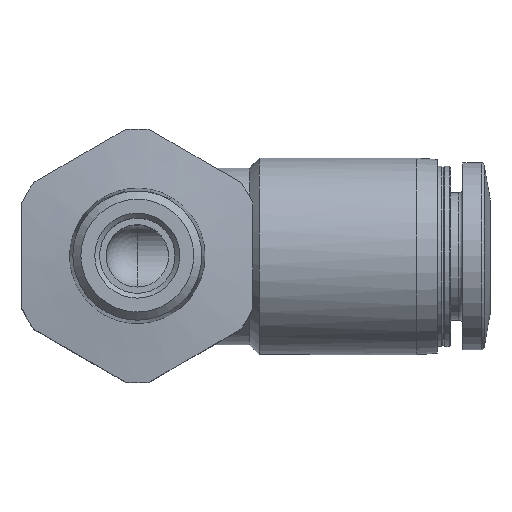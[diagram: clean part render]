
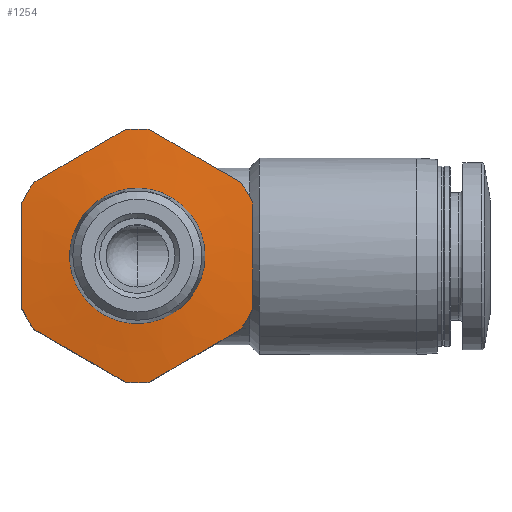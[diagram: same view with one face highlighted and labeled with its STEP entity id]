
A CAD part, top view. The second image highlights one B-rep face of the part: STEP entity #1254.
In plain terms, the highlighted conical face has half-angle 83.58 degrees and reference radius 9.35 mm.
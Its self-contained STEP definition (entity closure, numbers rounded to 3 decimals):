
#58=B_SPLINE_CURVE_WITH_KNOTS('',3,(#1870,#1871,#1872,#1873),
 .UNSPECIFIED.,.F.,.F.,(4,4),(0.011,0.019),
 .UNSPECIFIED.);
#59=B_SPLINE_CURVE_WITH_KNOTS('',3,(#1874,#1875,#1876,#1877),
 .UNSPECIFIED.,.F.,.F.,(4,4),(0.,0.008),
 .UNSPECIFIED.);
#60=B_SPLINE_CURVE_WITH_KNOTS('',3,(#1878,#1879,#1880,#1881),
 .UNSPECIFIED.,.F.,.F.,(4,4),(0.,0.008),
 .UNSPECIFIED.);
#61=B_SPLINE_CURVE_WITH_KNOTS('',3,(#1882,#1883,#1884,#1885),
 .UNSPECIFIED.,.F.,.F.,(4,4),(0.011,0.019),
 .UNSPECIFIED.);
#62=B_SPLINE_CURVE_WITH_KNOTS('',3,(#1886,#1887,#1888,#1889),
 .UNSPECIFIED.,.F.,.F.,(4,4),(0.,0.008),
 .UNSPECIFIED.);
#63=B_SPLINE_CURVE_WITH_KNOTS('',3,(#1890,#1891,#1892,#1893),
 .UNSPECIFIED.,.F.,.F.,(4,4),(0.,0.008),
 .UNSPECIFIED.);
#71=CONICAL_SURFACE('',#1352,9.35,1.459);
#211=ORIENTED_EDGE('',*,*,#421,.F.);
#212=ORIENTED_EDGE('',*,*,#422,.F.);
#213=ORIENTED_EDGE('',*,*,#405,.T.);
#214=ORIENTED_EDGE('',*,*,#423,.F.);
#215=ORIENTED_EDGE('',*,*,#420,.T.);
#216=ORIENTED_EDGE('',*,*,#424,.F.);
#217=ORIENTED_EDGE('',*,*,#416,.T.);
#218=ORIENTED_EDGE('',*,*,#425,.F.);
#219=ORIENTED_EDGE('',*,*,#413,.T.);
#220=ORIENTED_EDGE('',*,*,#426,.F.);
#221=ORIENTED_EDGE('',*,*,#410,.T.);
#222=ORIENTED_EDGE('',*,*,#427,.F.);
#223=ORIENTED_EDGE('',*,*,#407,.T.);
#405=EDGE_CURVE('',#504,#505,#573,.T.);
#407=EDGE_CURVE('',#507,#506,#574,.T.);
#410=EDGE_CURVE('',#509,#508,#575,.T.);
#413=EDGE_CURVE('',#511,#510,#576,.T.);
#416=EDGE_CURVE('',#513,#512,#577,.T.);
#420=EDGE_CURVE('',#514,#515,#578,.T.);
#421=EDGE_CURVE('',#516,#516,#579,.T.);
#422=EDGE_CURVE('',#504,#506,#58,.T.);
#423=EDGE_CURVE('',#514,#505,#59,.T.);
#424=EDGE_CURVE('',#513,#515,#60,.T.);
#425=EDGE_CURVE('',#511,#512,#61,.T.);
#426=EDGE_CURVE('',#509,#510,#62,.T.);
#427=EDGE_CURVE('',#507,#508,#63,.T.);
#504=VERTEX_POINT('',#1833);
#505=VERTEX_POINT('',#1835);
#506=VERTEX_POINT('',#1839);
#507=VERTEX_POINT('',#1841);
#508=VERTEX_POINT('',#1845);
#509=VERTEX_POINT('',#1847);
#510=VERTEX_POINT('',#1851);
#511=VERTEX_POINT('',#1853);
#512=VERTEX_POINT('',#1857);
#513=VERTEX_POINT('',#1859);
#514=VERTEX_POINT('',#1863);
#515=VERTEX_POINT('',#1865);
#516=VERTEX_POINT('',#1869);
#573=CIRCLE('',#1341,9.35);
#574=CIRCLE('',#1343,9.35);
#575=CIRCLE('',#1345,9.35);
#576=CIRCLE('',#1347,9.35);
#577=CIRCLE('',#1349,9.35);
#578=CIRCLE('',#1351,9.35);
#579=CIRCLE('',#1353,4.989);
#628=EDGE_LOOP('',(#211));
#629=EDGE_LOOP('',(#212,#213,#214,#215,#216,#217,#218,#219,#220,#221,#222,
#223));
#718=FACE_BOUND('',#628,.T.);
#719=FACE_BOUND('',#629,.T.);
#1254=ADVANCED_FACE('',(#718,#719),#71,.T.);
#1341=AXIS2_PLACEMENT_3D('',#1836,#1508,#1509);
#1343=AXIS2_PLACEMENT_3D('',#1840,#1513,#1514);
#1345=AXIS2_PLACEMENT_3D('',#1846,#1519,#1520);
#1347=AXIS2_PLACEMENT_3D('',#1852,#1525,#1526);
#1349=AXIS2_PLACEMENT_3D('',#1858,#1531,#1532);
#1351=AXIS2_PLACEMENT_3D('',#1866,#1538,#1539);
#1352=AXIS2_PLACEMENT_3D('',#1867,#1540,#1541);
#1353=AXIS2_PLACEMENT_3D('',#1868,#1542,#1543);
#1508=DIRECTION('',(0.,0.,1.));
#1509=DIRECTION('',(1.,0.,0.));
#1513=DIRECTION('',(0.,0.,1.));
#1514=DIRECTION('',(1.,0.,0.));
#1519=DIRECTION('',(0.,0.,1.));
#1520=DIRECTION('',(1.,0.,0.));
#1525=DIRECTION('',(0.,0.,1.));
#1526=DIRECTION('',(1.,0.,0.));
#1531=DIRECTION('',(0.,0.,1.));
#1532=DIRECTION('',(1.,0.,0.));
#1538=DIRECTION('',(0.,0.,1.));
#1539=DIRECTION('',(1.,0.,0.));
#1540=DIRECTION('',(0.,0.,-1.));
#1541=DIRECTION('',(-1.,0.,0.));
#1542=DIRECTION('',(0.,0.,1.));
#1543=DIRECTION('',(1.,0.,0.));
#1833=CARTESIAN_POINT('',(-8.5,-3.895,-0.491));
#1835=CARTESIAN_POINT('',(-7.623,-5.414,-0.491));
#1836=CARTESIAN_POINT('',(0.,0.,-0.491));
#1839=CARTESIAN_POINT('',(-8.5,3.895,-0.491));
#1840=CARTESIAN_POINT('',(0.,0.,-0.491));
#1841=CARTESIAN_POINT('',(-7.623,5.414,-0.491));
#1845=CARTESIAN_POINT('',(-0.877,9.309,-0.491));
#1846=CARTESIAN_POINT('',(0.,0.,-0.491));
#1847=CARTESIAN_POINT('',(0.877,9.309,-0.491));
#1851=CARTESIAN_POINT('',(7.623,5.414,-0.491));
#1852=CARTESIAN_POINT('',(0.,0.,-0.491));
#1853=CARTESIAN_POINT('',(8.5,3.895,-0.491));
#1857=CARTESIAN_POINT('',(8.5,-3.895,-0.491));
#1858=CARTESIAN_POINT('',(0.,0.,-0.491));
#1859=CARTESIAN_POINT('',(7.623,-5.414,-0.491));
#1863=CARTESIAN_POINT('',(-0.877,-9.309,-0.491));
#1865=CARTESIAN_POINT('',(0.877,-9.309,-0.491));
#1866=CARTESIAN_POINT('',(0.,0.,-0.491));
#1867=CARTESIAN_POINT('',(0.,0.,-0.491));
#1868=CARTESIAN_POINT('',(0.,0.,0.));
#1869=CARTESIAN_POINT('',(4.989,0.,0.));
#1870=CARTESIAN_POINT('',(-8.5,-3.895,-0.491));
#1871=CARTESIAN_POINT('',(-8.5,-1.304,-0.369));
#1872=CARTESIAN_POINT('',(-8.5,1.297,-0.369));
#1873=CARTESIAN_POINT('',(-8.5,3.895,-0.491));
#1874=CARTESIAN_POINT('',(-0.877,-9.309,-0.491));
#1875=CARTESIAN_POINT('',(-3.126,-8.01,-0.369));
#1876=CARTESIAN_POINT('',(-5.374,-6.712,-0.369));
#1877=CARTESIAN_POINT('',(-7.623,-5.414,-0.491));
#1878=CARTESIAN_POINT('',(7.623,-5.414,-0.491));
#1879=CARTESIAN_POINT('',(5.374,-6.712,-0.369));
#1880=CARTESIAN_POINT('',(3.126,-8.01,-0.369));
#1881=CARTESIAN_POINT('',(0.877,-9.309,-0.491));
#1882=CARTESIAN_POINT('',(8.5,3.895,-0.491));
#1883=CARTESIAN_POINT('',(8.5,1.304,-0.369));
#1884=CARTESIAN_POINT('',(8.5,-1.297,-0.369));
#1885=CARTESIAN_POINT('',(8.5,-3.895,-0.491));
#1886=CARTESIAN_POINT('',(0.877,9.309,-0.491));
#1887=CARTESIAN_POINT('',(3.126,8.01,-0.369));
#1888=CARTESIAN_POINT('',(5.374,6.712,-0.369));
#1889=CARTESIAN_POINT('',(7.623,5.414,-0.491));
#1890=CARTESIAN_POINT('',(-7.623,5.414,-0.491));
#1891=CARTESIAN_POINT('',(-5.374,6.712,-0.369));
#1892=CARTESIAN_POINT('',(-3.126,8.01,-0.369));
#1893=CARTESIAN_POINT('',(-0.877,9.309,-0.491));
